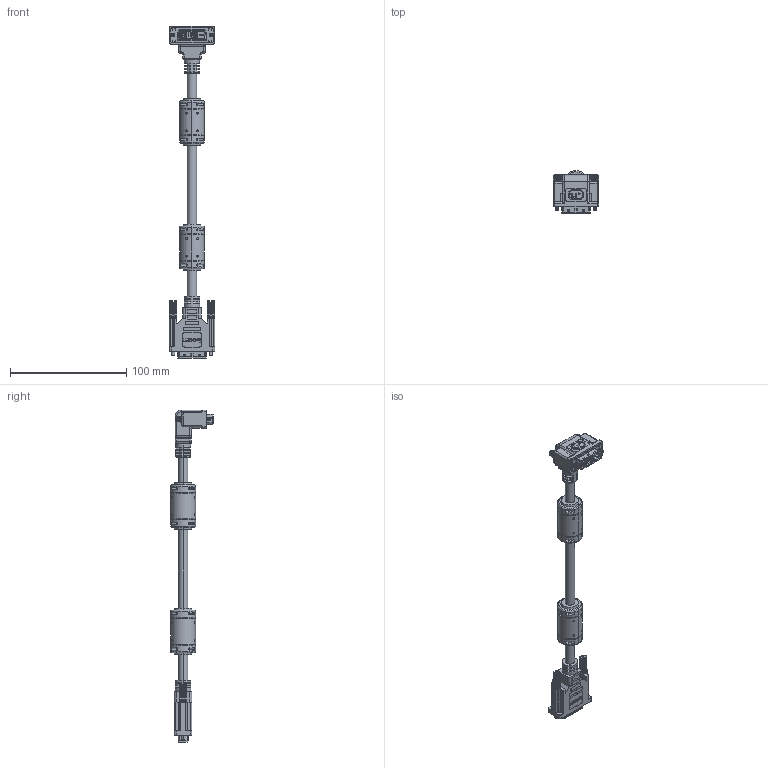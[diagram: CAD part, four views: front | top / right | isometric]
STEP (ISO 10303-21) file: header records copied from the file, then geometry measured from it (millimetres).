
FILE_DESCRIPTION (( 'STEP AP214' ), '1' );
FILE_NAME ('DVIDS-RA2.STEP', '2013-04-16T14:44:51', ( 'x' ), ( '' ), 'SwSTEP 2.0', 'SolidWorks 2012', '' );
FILE_SCHEMA (( 'AUTOMOTIVE_DESIGN' ));
Length unit declared in the file: inch
Products named in the file (11): 3AB14-026_NEW LOGO; 1AH01-007___; 1AJ02-035___; 1AM07-031___; 1AJ01-018_NEW LOGO; DVI RA END THUMBSCREW FOR SP60512___; MTN-546; MTN-545___; DVI-ISL CABLELINE_默认; DVI-ISL(18+5)M FERRITE AND JACKET(FOR ASSEMBLY)_默认; DVIDS-RA2
Assembly tree (14 placements, depth 3):
  DVIDS-RA2
    DVI-ISL(18+5)M FERRITE AND JACKET(FOR ASSEMBLY)_默认  x2
    DVI-ISL CABLELINE_默认
    MTN-545___
    MTN-546
    DVI RA END THUMBSCREW FOR SP60512___  x2
    3AB14-026_NEW LOGO
      1AJ01-018_NEW LOGO
      1AM07-031___
      1AJ02-035___  x2
      1AH01-007___
    1AH01-007___
Bounding box: 39.09 x 36.65 x 285.63 mm (x, y, z)
Volume: 72999.6 mm3; surface area: 52116.9 mm2
Topology: 55 solids, 55 shells, 4490 faces, 11075 edges, 6866 vertices
Faces by surface type: plane 2339, bspline 1110, cylinder 825, cone 108, torus 96, sphere 12
Entity records: 96897 total; most frequent: CARTESIAN_POINT 34445, ORIENTED_EDGE 13430, DIRECTION 10880, EDGE_CURVE 6715, LINE 4206, VECTOR 4206, VERTEX_POINT 4197, AXIS2_PLACEMENT_3D 3337
